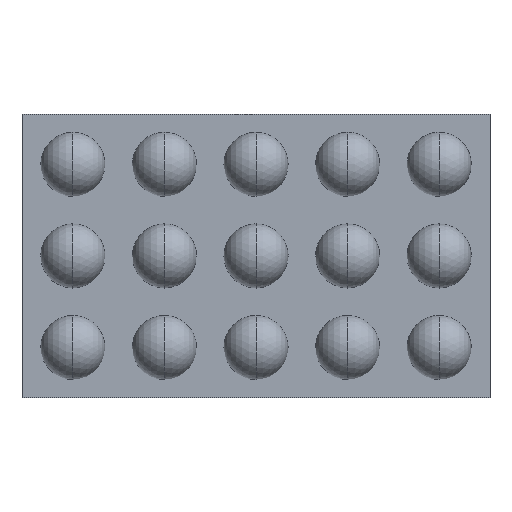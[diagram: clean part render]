
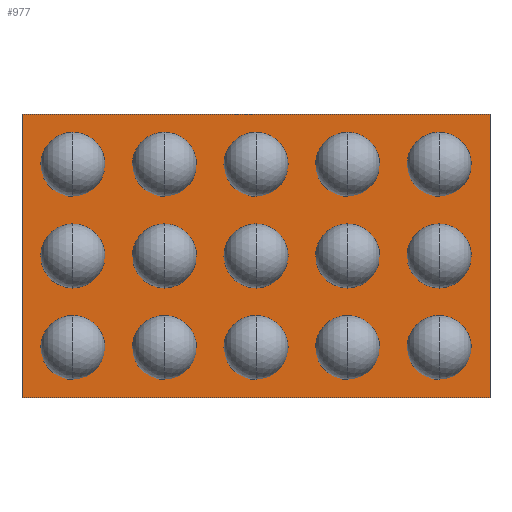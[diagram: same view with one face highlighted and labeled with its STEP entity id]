
A CAD part, front view. The second image highlights one B-rep face of the part: STEP entity #977.
In plain terms, the highlighted planar face has unit normal (0, -1, 0).
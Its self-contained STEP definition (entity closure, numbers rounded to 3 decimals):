
#830 = CARTESIAN_POINT ( 'NONE',  ( -1.278, 0.21, 0.775 ) ) ;
#831 = VERTEX_POINT ( 'NONE', #830 ) ;
#832 = CARTESIAN_POINT ( 'NONE',  ( 1.278, 0.21, 0.775 ) ) ;
#833 = VERTEX_POINT ( 'NONE', #832 ) ;
#834 = CARTESIAN_POINT ( 'NONE',  ( -1.278, 0.21, 0.775 ) ) ;
#835 = DIRECTION ( 'NONE',  ( 1., 0., 0. ) ) ;
#836 = VECTOR ( 'NONE', #835, 1000. ) ;
#837 = LINE ( 'NONE', #834, #836 ) ;
#838 = EDGE_CURVE ( 'NONE', #831, #833, #837, .T. ) ;
#870 = CARTESIAN_POINT ( 'NONE',  ( 1.278, 0.21, -0.775 ) ) ;
#871 = VERTEX_POINT ( 'NONE', #870 ) ;
#872 = CARTESIAN_POINT ( 'NONE',  ( 1.278, 0.21, -0.775 ) ) ;
#873 = DIRECTION ( 'NONE',  ( 0., 0., -1. ) ) ;
#874 = VECTOR ( 'NONE', #873, 1000. ) ;
#875 = LINE ( 'NONE', #872, #874 ) ;
#876 = EDGE_CURVE ( 'NONE', #833, #871, #875, .T. ) ;
#901 = CARTESIAN_POINT ( 'NONE',  ( -1.278, 0.21, -0.775 ) ) ;
#902 = VERTEX_POINT ( 'NONE', #901 ) ;
#903 = CARTESIAN_POINT ( 'NONE',  ( -1.278, 0.21, -0.775 ) ) ;
#904 = DIRECTION ( 'NONE',  ( -1., 0., 0. ) ) ;
#905 = VECTOR ( 'NONE', #904, 1000. ) ;
#906 = LINE ( 'NONE', #903, #905 ) ;
#907 = EDGE_CURVE ( 'NONE', #871, #902, #906, .T. ) ;
#932 = CARTESIAN_POINT ( 'NONE',  ( -1.278, 0.21, -0.775 ) ) ;
#933 = DIRECTION ( 'NONE',  ( 0., 0., 1. ) ) ;
#934 = VECTOR ( 'NONE', #933, 1000. ) ;
#935 = LINE ( 'NONE', #932, #934 ) ;
#936 = EDGE_CURVE ( 'NONE', #902, #831, #935, .T. ) ;
#966 = ORIENTED_EDGE ( 'NONE', *, *, #838, .F. ) ;
#967 = ORIENTED_EDGE ( 'NONE', *, *, #936, .F. ) ;
#968 = ORIENTED_EDGE ( 'NONE', *, *, #907, .F. ) ;
#969 = ORIENTED_EDGE ( 'NONE', *, *, #876, .F. ) ;
#970 = EDGE_LOOP ( 'NONE', ( #966, #967, #968, #969 ) ) ;
#971 = FACE_OUTER_BOUND ( 'NONE', #970, .T. ) ;
#972 = CARTESIAN_POINT ( 'NONE',  ( 0., 0.21, 0. ) ) ;
#973 = DIRECTION ( 'NONE',  ( 0., -1., 0. ) ) ;
#974 = DIRECTION ( 'NONE',  ( 1., 0., 0. ) ) ;
#975 = AXIS2_PLACEMENT_3D ( 'NONE', #972, #973, #974 ) ;
#976 = PLANE ( 'NONE', #975 ) ;
#977 = ADVANCED_FACE ( 'NONE', ( #971 ), #976, .T. ) ;
